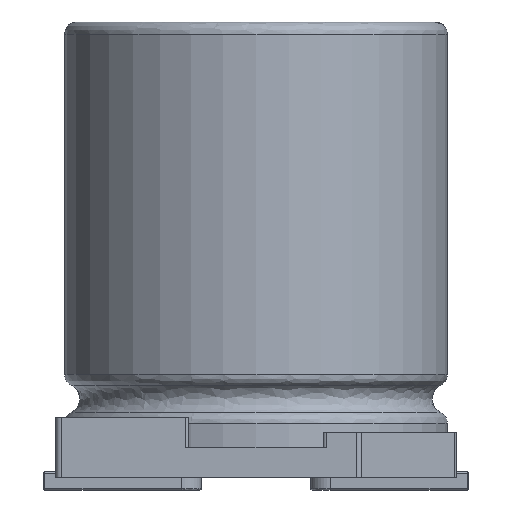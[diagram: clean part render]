
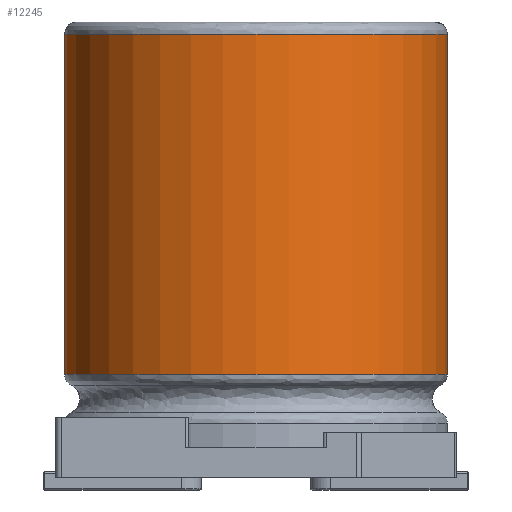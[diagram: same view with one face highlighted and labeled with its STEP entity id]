
A CAD part, front view. The second image highlights one B-rep face of the part: STEP entity #12245.
In plain terms, the highlighted cylindrical face has radius 3.15 mm (diameter 6.3 mm), a partial arc.
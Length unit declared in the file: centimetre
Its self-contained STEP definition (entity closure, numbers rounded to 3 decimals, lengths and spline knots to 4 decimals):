
#103 = CIRCLE ( 'NONE', #13367, 0.315 ) ;
#1490 = VECTOR ( 'NONE', #14370, 100. ) ;
#1964 = CYLINDRICAL_SURFACE ( 'NONE', #8649, 0.315 ) ;
#2791 = EDGE_CURVE ( 'NONE', #6939, #6753, #11123, .T. ) ;
#2889 = CARTESIAN_POINT ( 'NONE',  ( 0., 0., 0.07 ) ) ;
#2943 = DIRECTION ( 'NONE',  ( 1., 0., 0. ) ) ;
#3486 = CARTESIAN_POINT ( 'NONE',  ( 0.315, 0., 0.1903 ) ) ;
#3560 = EDGE_CURVE ( 'NONE', #9257, #6939, #14432, .T. ) ;
#4336 = ORIENTED_EDGE ( 'NONE', *, *, #12880, .F. ) ;
#4369 = CARTESIAN_POINT ( 'NONE',  ( 0.315, 0., 0.07 ) ) ;
#5356 = CARTESIAN_POINT ( 'NONE',  ( 0.315, 0., 0.75 ) ) ;
#5906 = CARTESIAN_POINT ( 'NONE',  ( -0.315, 0., 0.07 ) ) ;
#6245 = CARTESIAN_POINT ( 'NONE',  ( 0., 0., 0.75 ) ) ;
#6753 = VERTEX_POINT ( 'NONE', #8795 ) ;
#6841 = CARTESIAN_POINT ( 'NONE',  ( 0., 0., 0.1903 ) ) ;
#6939 = VERTEX_POINT ( 'NONE', #5356 ) ;
#7037 = EDGE_CURVE ( 'NONE', #10647, #9257, #103, .T. ) ;
#7519 = DIRECTION ( 'NONE',  ( 1., 0., 0. ) ) ;
#8077 = DIRECTION ( 'NONE',  ( 1., 0., 0. ) ) ;
#8649 = AXIS2_PLACEMENT_3D ( 'NONE', #2889, #14174, #2943 ) ;
#8795 = CARTESIAN_POINT ( 'NONE',  ( -0.315, 0., 0.75 ) ) ;
#9257 = VERTEX_POINT ( 'NONE', #3486 ) ;
#9801 = FACE_OUTER_BOUND ( 'NONE', #13695, .T. ) ;
#10647 = VERTEX_POINT ( 'NONE', #15865 ) ;
#10785 = AXIS2_PLACEMENT_3D ( 'NONE', #6245, #14998, #7519 ) ;
#10814 = ORIENTED_EDGE ( 'NONE', *, *, #2791, .T. ) ;
#11123 = CIRCLE ( 'NONE', #10785, 0.315 ) ;
#12245 = ADVANCED_FACE ( 'NONE', ( #9801 ), #1964, .T. ) ;
#12880 = EDGE_CURVE ( 'NONE', #10647, #6753, #15631, .T. ) ;
#13367 = AXIS2_PLACEMENT_3D ( 'NONE', #6841, #15576, #8077 ) ;
#13695 = EDGE_LOOP ( 'NONE', ( #4336, #15394, #14454, #10814 ) ) ;
#14174 = DIRECTION ( 'NONE',  ( 0., 0., 1. ) ) ;
#14370 = DIRECTION ( 'NONE',  ( 0., 0., 1. ) ) ;
#14432 = LINE ( 'NONE', #4369, #1490 ) ;
#14454 = ORIENTED_EDGE ( 'NONE', *, *, #3560, .T. ) ;
#14998 = DIRECTION ( 'NONE',  ( 0., 0., -1. ) ) ;
#15238 = VECTOR ( 'NONE', #15914, 100. ) ;
#15394 = ORIENTED_EDGE ( 'NONE', *, *, #7037, .T. ) ;
#15576 = DIRECTION ( 'NONE',  ( 0., 0., 1. ) ) ;
#15631 = LINE ( 'NONE', #5906, #15238 ) ;
#15865 = CARTESIAN_POINT ( 'NONE',  ( -0.315, 0., 0.1903 ) ) ;
#15914 = DIRECTION ( 'NONE',  ( 0., 0., 1. ) ) ;
